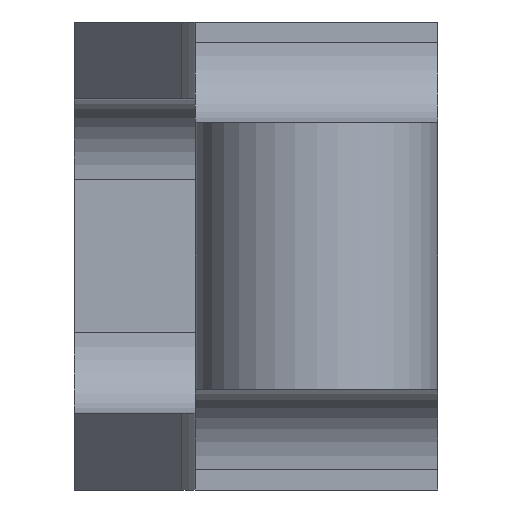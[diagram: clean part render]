
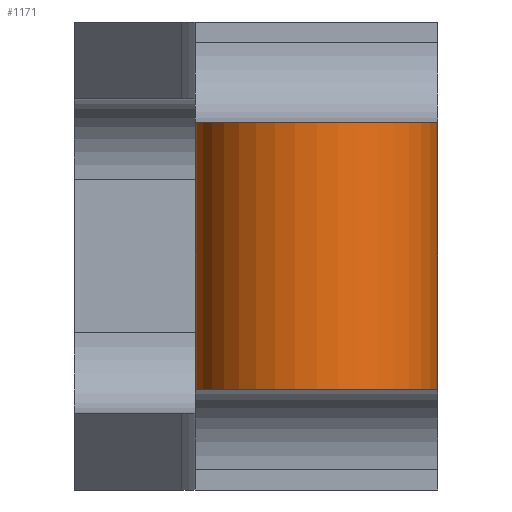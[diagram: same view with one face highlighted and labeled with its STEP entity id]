
A CAD part, left-side view. The second image highlights one B-rep face of the part: STEP entity #1171.
In plain terms, the highlighted cylindrical face has radius 3 mm (diameter 6 mm), a partial arc.
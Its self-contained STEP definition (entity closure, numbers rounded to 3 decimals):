
#109=FACE_OUTER_BOUND('',#183,.T.);
#183=EDGE_LOOP('',(#1053,#1054,#1055,#1056));
#221=LINE('',#1752,#327);
#248=LINE('',#1843,#354);
#327=VECTOR('',#1387,10.);
#354=VECTOR('',#1474,10.);
#461=CIRCLE('',#1288,3.);
#463=CIRCLE('',#1294,3.);
#506=VERTEX_POINT('',#1749);
#507=VERTEX_POINT('',#1751);
#540=VERTEX_POINT('',#1840);
#541=VERTEX_POINT('',#1842);
#626=EDGE_CURVE('',#507,#506,#221,.T.);
#672=EDGE_CURVE('',#541,#540,#248,.T.);
#728=EDGE_CURVE('',#506,#541,#461,.T.);
#733=EDGE_CURVE('',#540,#507,#463,.T.);
#1053=ORIENTED_EDGE('',*,*,#728,.T.);
#1054=ORIENTED_EDGE('',*,*,#672,.T.);
#1055=ORIENTED_EDGE('',*,*,#733,.T.);
#1056=ORIENTED_EDGE('',*,*,#626,.T.);
#1118=CYLINDRICAL_SURFACE('',#1305,3.);
#1171=ADVANCED_FACE('',(#109),#1118,.T.);
#1288=AXIS2_PLACEMENT_3D('',#1952,#1584,#1585);
#1294=AXIS2_PLACEMENT_3D('',#1962,#1599,#1600);
#1305=AXIS2_PLACEMENT_3D('',#1984,#1631,#1632);
#1387=DIRECTION('',(0.,0.,-1.));
#1474=DIRECTION('',(0.,0.,1.));
#1584=DIRECTION('center_axis',(0.,0.,1.));
#1585=DIRECTION('ref_axis',(-0.707,-0.707,0.));
#1599=DIRECTION('center_axis',(0.,0.,-1.));
#1600=DIRECTION('ref_axis',(-0.707,-0.707,0.));
#1631=DIRECTION('center_axis',(0.,0.,-1.));
#1632=DIRECTION('ref_axis',(-0.707,-0.707,0.));
#1749=CARTESIAN_POINT('',(-33.5,-66.644,-3.3));
#1751=CARTESIAN_POINT('',(-33.5,-66.644,3.3));
#1752=CARTESIAN_POINT('',(-33.5,-66.644,5.8));
#1840=CARTESIAN_POINT('',(-33.5,-72.644,3.3));
#1842=CARTESIAN_POINT('',(-33.5,-72.644,-3.3));
#1843=CARTESIAN_POINT('',(-33.5,-72.644,5.8));
#1952=CARTESIAN_POINT('Origin',(-33.5,-69.644,-3.3));
#1962=CARTESIAN_POINT('Origin',(-33.5,-69.644,3.3));
#1984=CARTESIAN_POINT('Origin',(-33.5,-69.644,5.8));
